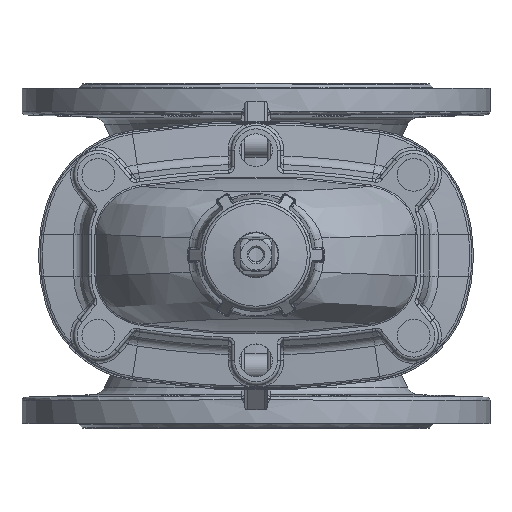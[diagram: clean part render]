
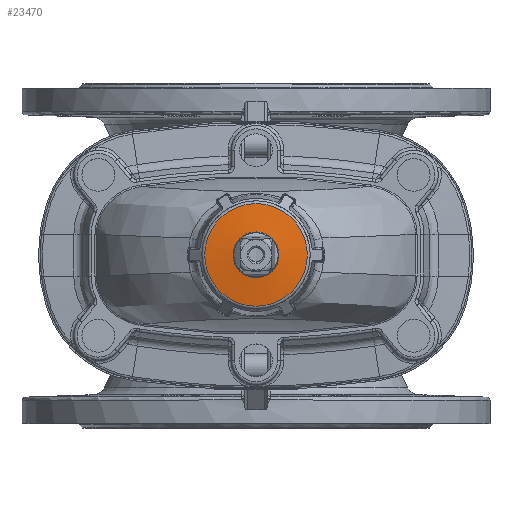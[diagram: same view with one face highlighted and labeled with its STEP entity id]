
A CAD part, top view. The second image highlights one B-rep face of the part: STEP entity #23470.
In plain terms, the highlighted conical face has half-angle 82.504 degrees and reference radius 14 mm.
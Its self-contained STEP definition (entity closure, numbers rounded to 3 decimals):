
#483 = CARTESIAN_POINT ( 'NONE',  ( 0., 0., 371.85 ) ) ;
#1550 = EDGE_LOOP ( 'NONE', ( #9430 ) ) ;
#2904 = DIRECTION ( 'NONE',  ( 0., 1., 0. ) ) ;
#3337 = FACE_OUTER_BOUND ( 'NONE', #1550, .T. ) ;
#3862 = FACE_BOUND ( 'NONE', #9432, .T. ) ;
#4064 = DIRECTION ( 'NONE',  ( 0., 1., 0. ) ) ;
#4122 = AXIS2_PLACEMENT_3D ( 'NONE', #27619, #31166, #2904 ) ;
#4917 = CONICAL_SURFACE ( 'NONE', #4122, 14., 1.44 ) ;
#7168 = VERTEX_POINT ( 'NONE', #23807 ) ;
#9430 = ORIENTED_EDGE ( 'NONE', *, *, #43524, .T. ) ;
#9432 = EDGE_LOOP ( 'NONE', ( #37411 ) ) ;
#16948 = AXIS2_PLACEMENT_3D ( 'NONE', #40926, #19797, #44461 ) ;
#19797 = DIRECTION ( 'NONE',  ( 0., 0., 1. ) ) ;
#20702 = CARTESIAN_POINT ( 'NONE',  ( 0., -31.261, 369.579 ) ) ;
#21766 = EDGE_CURVE ( 'NONE', #7168, #7168, #21977, .T. ) ;
#21977 = CIRCLE ( 'NONE', #24177, 14. ) ;
#23470 = ADVANCED_FACE ( 'NONE', ( #3337, #3862 ), #4917, .T. ) ;
#23807 = CARTESIAN_POINT ( 'NONE',  ( 0., 14., 371.85 ) ) ;
#24177 = AXIS2_PLACEMENT_3D ( 'NONE', #483, #25254, #4064 ) ;
#25254 = DIRECTION ( 'NONE',  ( 0., 0., -1. ) ) ;
#26468 = VERTEX_POINT ( 'NONE', #20702 ) ;
#27619 = CARTESIAN_POINT ( 'NONE',  ( 0., 0., 371.85 ) ) ;
#31166 = DIRECTION ( 'NONE',  ( 0., 0., -1. ) ) ;
#37411 = ORIENTED_EDGE ( 'NONE', *, *, #21766, .T. ) ;
#40926 = CARTESIAN_POINT ( 'NONE',  ( 0., 0., 369.579 ) ) ;
#41994 = CIRCLE ( 'NONE', #16948, 31.261 ) ;
#43524 = EDGE_CURVE ( 'NONE', #26468, #26468, #41994, .T. ) ;
#44461 = DIRECTION ( 'NONE',  ( 0., -1., 0. ) ) ;
